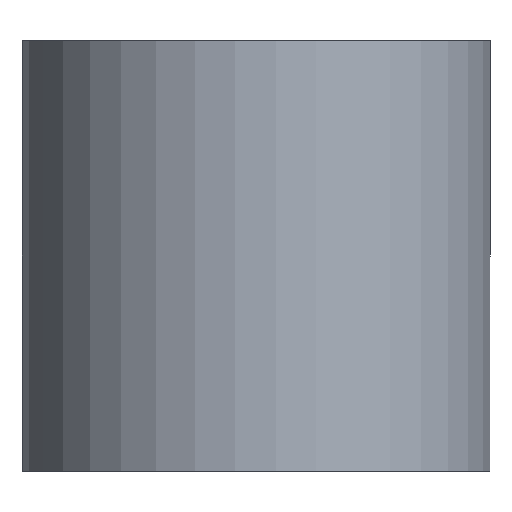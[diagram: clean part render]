
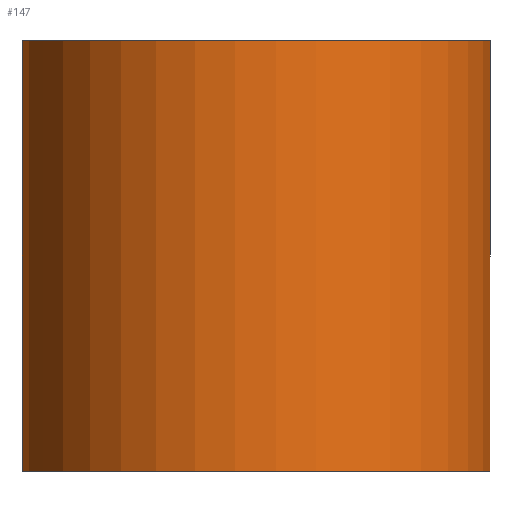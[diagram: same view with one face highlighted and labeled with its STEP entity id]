
A CAD part, left-side view. The second image highlights one B-rep face of the part: STEP entity #147.
In plain terms, the highlighted cylindrical face has radius 3 mm (diameter 6 mm), a partial arc.
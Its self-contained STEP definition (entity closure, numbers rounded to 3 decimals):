
#18=CYLINDRICAL_SURFACE('',#182,3.);
#29=FACE_OUTER_BOUND('',#39,.T.);
#39=EDGE_LOOP('',(#127,#128,#129,#130));
#47=LINE('',#253,#57);
#52=LINE('',#264,#62);
#57=VECTOR('',#211,10.);
#62=VECTOR('',#222,10.);
#63=CIRCLE('',#170,3.);
#70=CIRCLE('',#183,3.);
#71=VERTEX_POINT('',#231);
#72=VERTEX_POINT('',#232);
#79=VERTEX_POINT('',#252);
#82=VERTEX_POINT('',#262);
#83=EDGE_CURVE('',#71,#72,#63,.T.);
#93=EDGE_CURVE('',#79,#72,#47,.T.);
#99=EDGE_CURVE('',#71,#82,#52,.T.);
#100=EDGE_CURVE('',#79,#82,#70,.T.);
#127=ORIENTED_EDGE('',*,*,#99,.T.);
#128=ORIENTED_EDGE('',*,*,#100,.F.);
#129=ORIENTED_EDGE('',*,*,#93,.T.);
#130=ORIENTED_EDGE('',*,*,#83,.F.);
#147=ADVANCED_FACE('',(#29),#18,.T.);
#170=AXIS2_PLACEMENT_3D('',#233,#189,#190);
#182=AXIS2_PLACEMENT_3D('',#265,#223,#224);
#183=AXIS2_PLACEMENT_3D('',#266,#225,#226);
#189=DIRECTION('center_axis',(0.,0.,-1.));
#190=DIRECTION('ref_axis',(1.,0.,0.));
#211=DIRECTION('',(0.,0.,-1.));
#222=DIRECTION('',(0.,0.,1.));
#223=DIRECTION('center_axis',(0.,0.,1.));
#224=DIRECTION('ref_axis',(-0.967,-0.256,0.));
#225=DIRECTION('center_axis',(0.,0.,1.));
#226=DIRECTION('ref_axis',(1.,0.,0.));
#231=CARTESIAN_POINT('',(-18.013,-0.28,-2.75));
#232=CARTESIAN_POINT('',(-18.542,1.72,-2.75));
#233=CARTESIAN_POINT('Origin',(-21.,0.,-2.75));
#252=CARTESIAN_POINT('',(-18.542,1.72,2.75));
#253=CARTESIAN_POINT('',(-18.542,1.72,0.));
#262=CARTESIAN_POINT('',(-18.013,-0.28,2.75));
#264=CARTESIAN_POINT('',(-18.013,-0.28,0.));
#265=CARTESIAN_POINT('Origin',(-21.,0.,0.));
#266=CARTESIAN_POINT('Origin',(-21.,0.,2.75));
